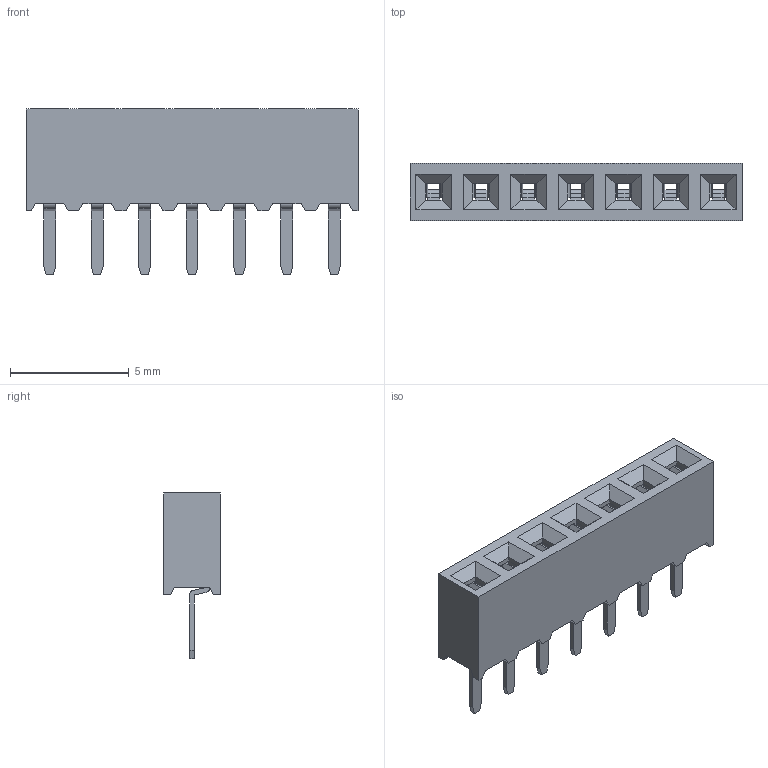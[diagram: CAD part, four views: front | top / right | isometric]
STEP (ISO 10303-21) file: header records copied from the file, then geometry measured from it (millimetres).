
FILE_DESCRIPTION(('STEP AP214'), '1');
FILE_NAME('PBS2', '', ('UNSPECIFIED'), ('UNSPECIFIED'), 'ASCON STEP Converter 1.6', 'ASCON Math Kernel', '');
FILE_SCHEMA(('AUTOMOTIVE_DESIGN { 1 0 10303 214 3 1 1}'));
Length unit declared in the file: millimetre
Bounding box: 14 x 2.4 x 7 mm (x, y, z)
Volume: 93.6 mm3; surface area: 548.7 mm2
Topology: 8 solids, 8 shells, 591 faces, 1501 edges, 926 vertices
Faces by surface type: plane 486, cylinder 105
Entity records: 22283 total; most frequent: CARTESIAN_POINT 3075, ORIENTED_EDGE 3002, DIRECTION 2895, EDGE_CURVE 1501, LINE 1291, VECTOR 1291, VERTEX_POINT 982, AXIS2_PLACEMENT_3D 802
